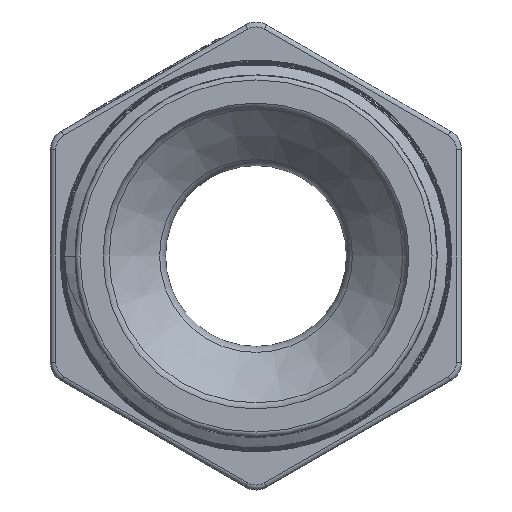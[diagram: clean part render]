
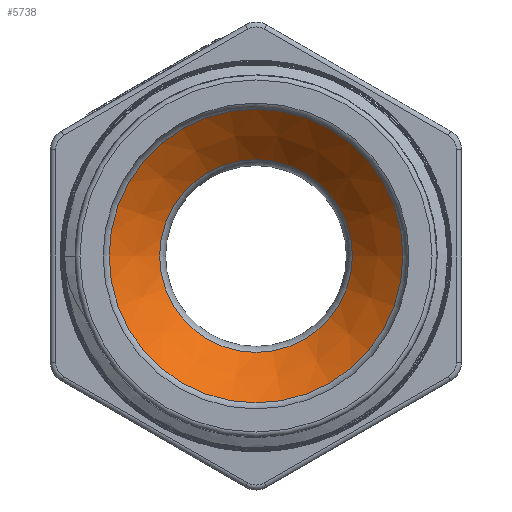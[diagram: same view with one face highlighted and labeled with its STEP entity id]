
A CAD part, left-side view. The second image highlights one B-rep face of the part: STEP entity #5738.
In plain terms, the highlighted conical face has half-angle 45 degrees and reference radius 18.796 mm.
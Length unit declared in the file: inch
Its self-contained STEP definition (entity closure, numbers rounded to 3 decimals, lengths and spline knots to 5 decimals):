
#114=CONICAL_SURFACE($,#6043,0.74,45.);
#374=FACE_BOUND($,#2326,.T.);
#1960=FACE_OUTER_BOUND($,#2325,.T.);
#2325=EDGE_LOOP($,(#5384));
#2326=EDGE_LOOP($,(#5385));
#2408=CIRCLE($,#6042,0.58661);
#2409=CIRCLE($,#6044,0.89339);
#2947=VERTEX_POINT($,#15495);
#2948=VERTEX_POINT($,#15498);
#3764=EDGE_CURVE($,#2947,#2947,#2408,.T.);
#3765=EDGE_CURVE($,#2948,#2948,#2409,.T.);
#5384=ORIENTED_EDGE($,*,*,#3765,.F.);
#5385=ORIENTED_EDGE($,*,*,#3764,.F.);
#5738=ADVANCED_FACE($,(#1960,#374),#114,.F.);
#6042=AXIS2_PLACEMENT_3D($,#15496,#7179,#7180);
#6043=AXIS2_PLACEMENT_3D($,#15497,#7181,#7182);
#6044=AXIS2_PLACEMENT_3D($,#15499,#7183,#7184);
#7179=DIRECTION('center_axis',(-1.,0.,0.));
#7180=DIRECTION('ref_axis',(0.,-1.,0.));
#7181=DIRECTION('center_axis',(-1.,0.,0.));
#7182=DIRECTION('ref_axis',(0.,1.,0.));
#7183=DIRECTION('center_axis',(1.,0.,0.));
#7184=DIRECTION('ref_axis',(0.,-1.,0.));
#15495=CARTESIAN_POINT('',(1.78339,0.58661,0.));
#15496=CARTESIAN_POINT('Origin',(1.78339,0.,0.));
#15497=CARTESIAN_POINT('Origin',(1.63,0.,0.));
#15498=CARTESIAN_POINT('',(1.47661,0.89339,0.));
#15499=CARTESIAN_POINT('Origin',(1.47661,0.,0.));
